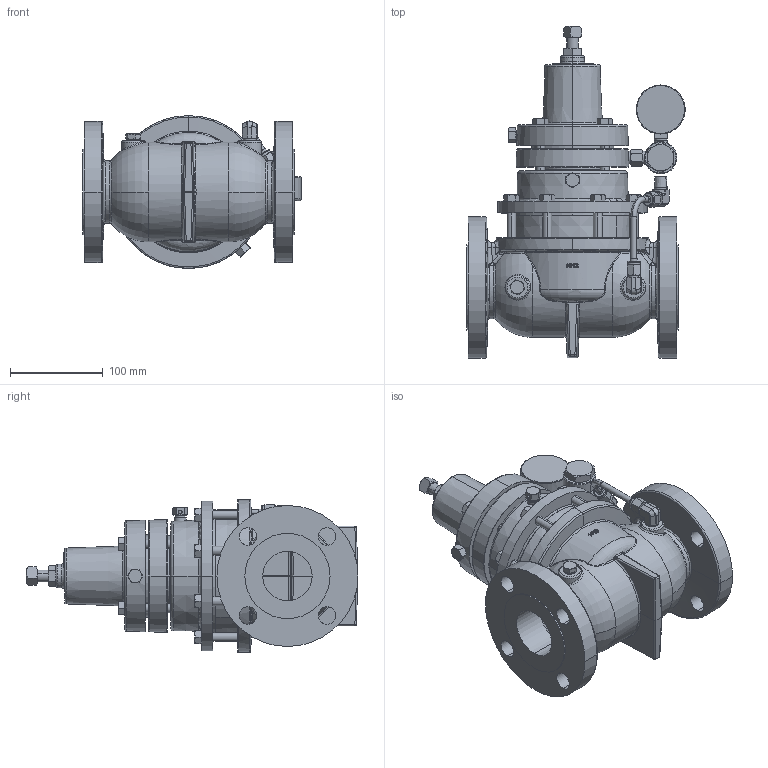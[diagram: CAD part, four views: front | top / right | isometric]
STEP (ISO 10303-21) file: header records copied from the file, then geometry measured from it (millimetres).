
FILE_DESCRIPTION (( 'STEP AP203' ), '1' );
FILE_NAME ('2 INCH 218 FGT BP-D (AAS).STEP', '2013-11-14T17:17:12', ( 'PCTech' ), ( 'Microsoft' ), 'SwSTEP 2.0', 'SolidWorks 2013', '' );
FILE_SCHEMA (( 'CONFIG_CONTROL_DESIGN' ));
Length unit declared in the file: inch
Products named in the file (1): 2 INCH 218 FGT BP-D (AAS)
Bounding box: 236.06 x 358.73 x 165.1 mm (x, y, z)
Volume: 3663787.6 mm3; surface area: 403258.7 mm2
Topology: 1 solids, 4 shells, 1654 faces, 4101 edges, 2516 vertices
Faces by surface type: plane 600, bspline 413, cylinder 283, cone 216, torus 105, sphere 37
Entity records: 72171 total; most frequent: CARTESIAN_POINT 36403, ORIENTED_EDGE 8126, DIRECTION 6522, EDGE_CURVE 4063, AXIS2_PLACEMENT_3D 2598, VERTEX_POINT 2514, EDGE_LOOP 1799, ADVANCED_FACE 1654
